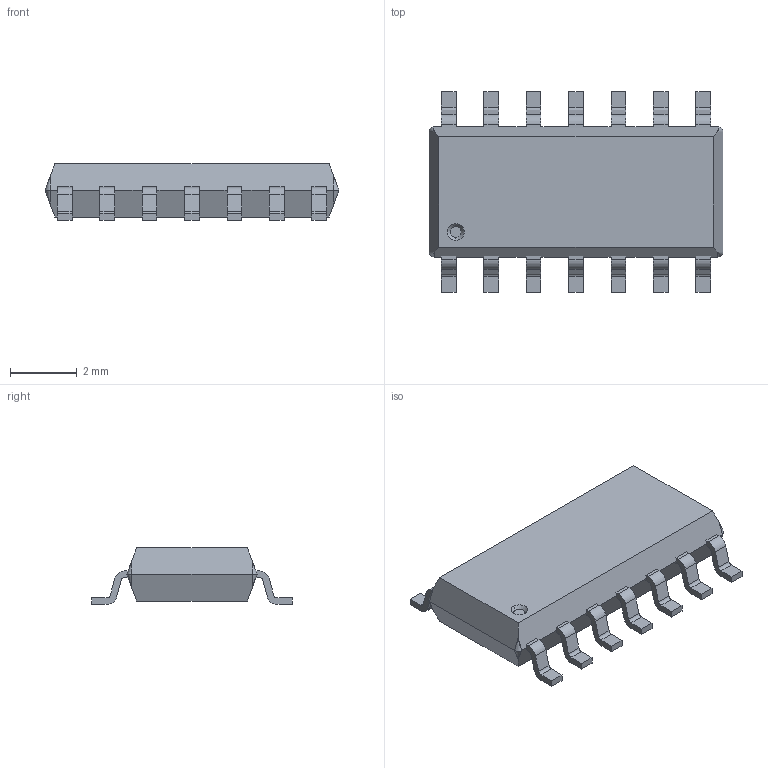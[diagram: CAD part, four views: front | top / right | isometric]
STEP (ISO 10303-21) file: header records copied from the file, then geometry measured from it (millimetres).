
FILE_DESCRIPTION(('FreeCAD Model'),'2;1');
FILE_NAME('cms_so14.step', '2015-12-17T23:24:18',('Author'),(''), 'Open CASCADE STEP processor 6.8','FreeCAD','Unknown');
FILE_SCHEMA(('AUTOMOTIVE_DESIGN_CC2 { 1 2 10303 214 -1 1 5 4 }'));
Length unit declared in the file: millimetre
Products named in the file (2): ASSEMBLY; User_Library-so14-1
Assembly tree (1 placements, depth 2):
  ASSEMBLY
    User_Library-so14-1
Bounding box: 8.8 x 6 x 1.7 mm (x, y, z)
Volume: 51.1 mm3; surface area: 124.4 mm2
Topology: 1 solids, 1 shells, 203 faces, 600 edges, 392 vertices
Faces by surface type: plane 137, cylinder 56, cone 10
Entity records: 21637 total; most frequent: CARTESIAN_POINT 8865, DIRECTION 1992, LINE 1284, VECTOR 1284, ORIENTED_EDGE 1184, PCURVE 1184, DEFINITIONAL_REPRESENTATION 1184, EDGE_CURVE 592
